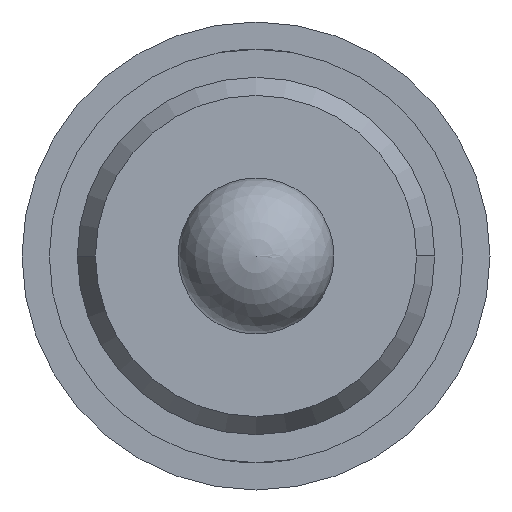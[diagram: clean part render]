
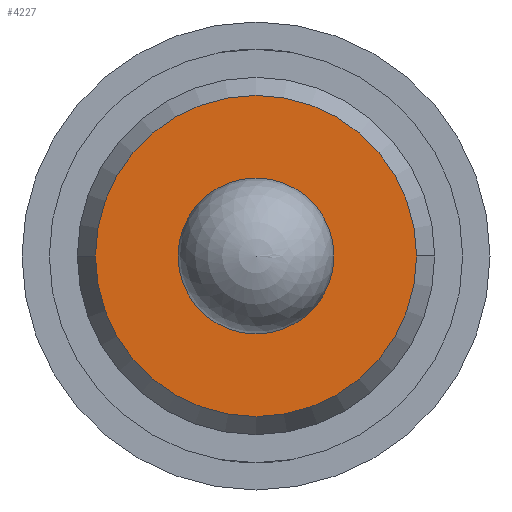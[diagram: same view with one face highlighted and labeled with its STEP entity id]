
A CAD part, front view. The second image highlights one B-rep face of the part: STEP entity #4227.
In plain terms, the highlighted planar face has unit normal (0, -1, 0).
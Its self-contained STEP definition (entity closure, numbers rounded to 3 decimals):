
#148 = DIRECTION ( 'NONE',  ( 0., 1., 0. ) ) ;
#234 = ORIENTED_EDGE ( 'NONE', *, *, #376, .T. ) ;
#304 = CARTESIAN_POINT ( 'NONE',  ( 1.03, -28.6, 0. ) ) ;
#376 = EDGE_CURVE ( 'Defeature ausgef�hrt1_17+Defeature ausgef�hrt1_14+Defeature ausgef�hrt1_14+Defeature ausgef�hrt1_14', #2190, #5248, #590, .T. ) ;
#387 = AXIS2_PLACEMENT_3D ( 'NONE', #3065, #148, #2597 ) ;
#590 = CIRCLE ( 'NONE', #387, 0.5 ) ;
#617 = DIRECTION ( 'NONE',  ( 1., 0., 0. ) ) ;
#666 = FACE_OUTER_BOUND ( 'NONE', #1377, .T. ) ;
#1039 = DIRECTION ( 'NONE',  ( 0., -1., 0. ) ) ;
#1276 = DIRECTION ( 'NONE',  ( 0., 1., 0. ) ) ;
#1377 = EDGE_LOOP ( 'NONE', ( #3546, #4702 ) ) ;
#1465 = AXIS2_PLACEMENT_3D ( 'NONE', #4692, #1276, #2956 ) ;
#1555 = VERTEX_POINT ( 'NONE', #304 ) ;
#1640 = CARTESIAN_POINT ( 'NONE',  ( 0., -28.6, -0.5 ) ) ;
#1749 = DIRECTION ( 'NONE',  ( 0., -1., 0. ) ) ;
#1796 = DIRECTION ( 'NONE',  ( 0., -1., 0. ) ) ;
#1967 = CARTESIAN_POINT ( 'NONE',  ( 0., -28.6, 0. ) ) ;
#2190 = VERTEX_POINT ( 'NONE', #2600 ) ;
#2374 = AXIS2_PLACEMENT_3D ( 'NONE', #4293, #1749, #4723 ) ;
#2562 = CARTESIAN_POINT ( 'NONE',  ( -1.03, -28.6, 0. ) ) ;
#2597 = DIRECTION ( 'NONE',  ( 0., 0., -1. ) ) ;
#2600 = CARTESIAN_POINT ( 'NONE',  ( 0., -28.6, 0.5 ) ) ;
#2749 = DIRECTION ( 'NONE',  ( 1., 0., 0. ) ) ;
#2871 = CIRCLE ( 'NONE', #3677, 1.03 ) ;
#2956 = DIRECTION ( 'NONE',  ( 0., 0., -1. ) ) ;
#3065 = CARTESIAN_POINT ( 'NONE',  ( 0., -28.6, 0. ) ) ;
#3071 = EDGE_CURVE ( 'Defeature ausgef�hrt1_17+Defeature ausgef�hrt1_16+Defeature ausgef�hrt1_16+Defeature ausgef�hrt1_16', #5365, #1555, #2871, .T. ) ;
#3145 = AXIS2_PLACEMENT_3D ( 'NONE', #1967, #1039, #617 ) ;
#3546 = ORIENTED_EDGE ( 'NONE', *, *, #3071, .T. ) ;
#3677 = AXIS2_PLACEMENT_3D ( 'NONE', #4404, #1796, #2749 ) ;
#3878 = PLANE ( 'NONE',  #2374 ) ;
#4009 = ORIENTED_EDGE ( 'NONE', *, *, #4120, .T. ) ;
#4120 = EDGE_CURVE ( 'Defeature ausgef�hrt1_17+Defeature ausgef�hrt1_14+Defeature ausgef�hrt1_14+Defeature ausgef�hrt1_14', #5248, #2190, #5334, .T. ) ;
#4227 = ADVANCED_FACE ( 'Defeature ausgef�hrt1_17', ( #5087, #666 ), #3878, .T. ) ;
#4293 = CARTESIAN_POINT ( 'NONE',  ( -1.145, -28.6, 0. ) ) ;
#4404 = CARTESIAN_POINT ( 'NONE',  ( 0., -28.6, 0. ) ) ;
#4449 = EDGE_CURVE ( 'Defeature ausgef�hrt1_17+Defeature ausgef�hrt1_16+Defeature ausgef�hrt1_16+Defeature ausgef�hrt1_16', #1555, #5365, #4572, .T. ) ;
#4466 = EDGE_LOOP ( 'NONE', ( #234, #4009 ) ) ;
#4572 = CIRCLE ( 'NONE', #3145, 1.03 ) ;
#4692 = CARTESIAN_POINT ( 'NONE',  ( 0., -28.6, 0. ) ) ;
#4702 = ORIENTED_EDGE ( 'NONE', *, *, #4449, .T. ) ;
#4723 = DIRECTION ( 'NONE',  ( 1., 0., 0. ) ) ;
#5087 = FACE_BOUND ( 'NONE', #4466, .T. ) ;
#5248 = VERTEX_POINT ( 'NONE', #1640 ) ;
#5334 = CIRCLE ( 'NONE', #1465, 0.5 ) ;
#5365 = VERTEX_POINT ( 'NONE', #2562 ) ;
